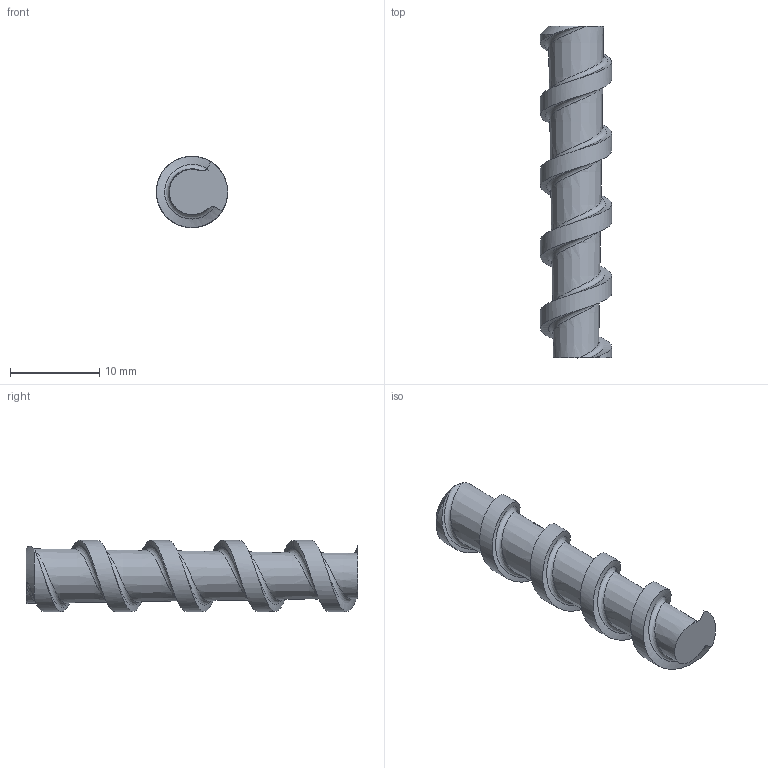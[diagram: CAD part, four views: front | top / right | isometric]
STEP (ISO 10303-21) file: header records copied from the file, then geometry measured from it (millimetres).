
FILE_DESCRIPTION(/* description */ (''),/* implementation_level */ '2;1');
FILE_NAME(/* name */ 'Husillo.step',/* time_stamp */ '2022-05-21T19:21:52+02:00',/* author */ (''),/* organization */ (''),/* preprocessor_version */ 'ST-DEVELOPER v18.1',/* originating_system */ 'Autodesk Translation Framework v10.14.0.1471',/* authorisation */ '');
FILE_SCHEMA (('AUTOMOTIVE_DESIGN { 1 0 10303 214 3 1 1 }'));
Length unit declared in the file: millimetre
Products named in the file (1): Husillo 8mm
Bounding box: 8.01 x 37.28 x 8.01 mm (x, y, z)
Volume: 1175.2 mm3; surface area: 1001.1 mm2
Topology: 1 solids, 1 shells, 19 faces, 49 edges, 32 vertices
Faces by surface type: cone 7, cylinder 6, bspline 4, plane 2
Full cylindrical faces by diameter (mm): 8 x1
Entity records: 1736 total; most frequent: CARTESIAN_POINT 1299, ORIENTED_EDGE 98, DIRECTION 56, EDGE_CURVE 49, B_SPLINE_CURVE_WITH_KNOTS 32, VERTEX_POINT 32, AXIS2_PLACEMENT_3D 23, FACE_OUTER_BOUND 19
